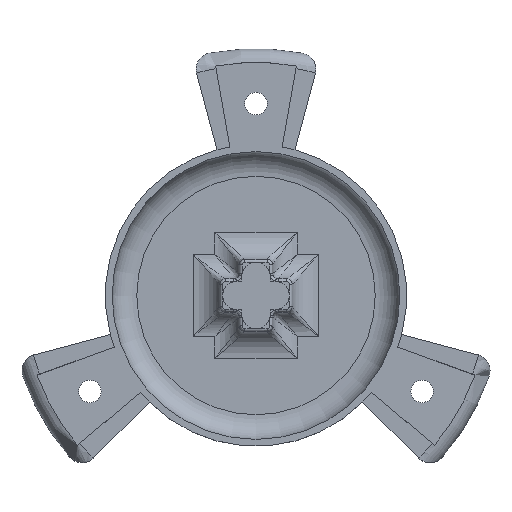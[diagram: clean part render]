
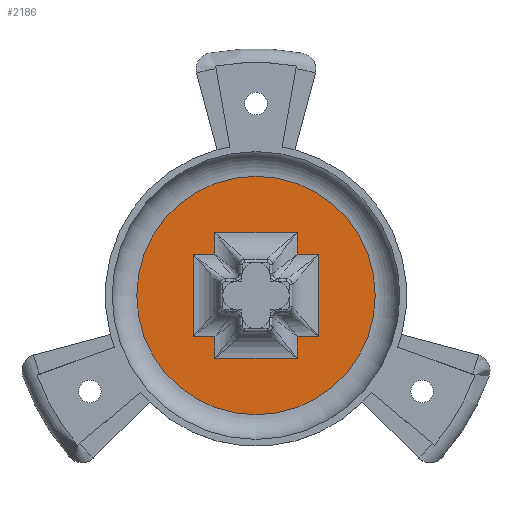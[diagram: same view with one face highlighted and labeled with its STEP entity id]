
A CAD part, top view. The second image highlights one B-rep face of the part: STEP entity #2186.
In plain terms, the highlighted planar face has unit normal (0, 0, 1).
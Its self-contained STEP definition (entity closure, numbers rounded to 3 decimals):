
#61=FACE_BOUND('',#529,.T.);
#215=CIRCLE('',#2332,43.5);
#394=FACE_OUTER_BOUND('',#528,.T.);
#528=EDGE_LOOP('',(#1821));
#529=EDGE_LOOP('',(#1822,#1823,#1824,#1825,#1826,#1827,#1828,#1829,#1830,
#1831,#1832,#1833));
#643=LINE('',#4091,#779);
#644=LINE('',#4182,#780);
#645=LINE('',#4251,#781);
#646=LINE('',#4302,#782);
#647=LINE('',#4389,#783);
#648=LINE('',#4470,#784);
#659=LINE('',#4648,#795);
#660=LINE('',#4667,#796);
#661=LINE('',#4754,#797);
#662=LINE('',#4767,#798);
#663=LINE('',#4835,#799);
#664=LINE('',#4903,#800);
#779=VECTOR('',#2575,7.95);
#780=VECTOR('',#2578,30.);
#781=VECTOR('',#2581,7.95);
#782=VECTOR('',#2584,7.95);
#783=VECTOR('',#2587,30.);
#784=VECTOR('',#2590,7.95);
#795=VECTOR('',#2663,7.95);
#796=VECTOR('',#2666,30.);
#797=VECTOR('',#2669,7.95);
#798=VECTOR('',#2672,30.);
#799=VECTOR('',#2675,7.95);
#800=VECTOR('',#2678,7.95);
#980=VERTEX_POINT('',#4077);
#981=VERTEX_POINT('',#4090);
#982=VERTEX_POINT('',#4171);
#983=VERTEX_POINT('',#4244);
#984=VERTEX_POINT('',#4289);
#985=VERTEX_POINT('',#4376);
#986=VERTEX_POINT('',#4463);
#1001=VERTEX_POINT('',#4621);
#1002=VERTEX_POINT('',#4647);
#1003=VERTEX_POINT('',#4656);
#1004=VERTEX_POINT('',#4728);
#1005=VERTEX_POINT('',#4756);
#1017=VERTEX_POINT('',#5002);
#1229=EDGE_CURVE('',#981,#980,#643,.T.);
#1233=EDGE_CURVE('',#980,#982,#644,.T.);
#1236=EDGE_CURVE('',#982,#983,#645,.T.);
#1239=EDGE_CURVE('',#983,#984,#646,.T.);
#1242=EDGE_CURVE('',#984,#985,#647,.T.);
#1245=EDGE_CURVE('',#985,#986,#648,.T.);
#1276=EDGE_CURVE('',#1002,#1001,#659,.T.);
#1279=EDGE_CURVE('',#1001,#1003,#660,.T.);
#1282=EDGE_CURVE('',#986,#1004,#661,.T.);
#1284=EDGE_CURVE('',#1004,#1005,#662,.T.);
#1287=EDGE_CURVE('',#1003,#981,#663,.T.);
#1290=EDGE_CURVE('',#1005,#1002,#664,.T.);
#1311=EDGE_CURVE('',#1017,#1017,#215,.T.);
#1821=ORIENTED_EDGE('',*,*,#1311,.T.);
#1822=ORIENTED_EDGE('',*,*,#1276,.T.);
#1823=ORIENTED_EDGE('',*,*,#1279,.T.);
#1824=ORIENTED_EDGE('',*,*,#1287,.T.);
#1825=ORIENTED_EDGE('',*,*,#1229,.T.);
#1826=ORIENTED_EDGE('',*,*,#1233,.T.);
#1827=ORIENTED_EDGE('',*,*,#1236,.T.);
#1828=ORIENTED_EDGE('',*,*,#1239,.T.);
#1829=ORIENTED_EDGE('',*,*,#1242,.T.);
#1830=ORIENTED_EDGE('',*,*,#1245,.T.);
#1831=ORIENTED_EDGE('',*,*,#1282,.T.);
#1832=ORIENTED_EDGE('',*,*,#1284,.T.);
#1833=ORIENTED_EDGE('',*,*,#1290,.T.);
#2081=PLANE('',#2333);
#2186=ADVANCED_FACE('',(#394,#61),#2081,.T.);
#2332=AXIS2_PLACEMENT_3D('',#5003,#2717,#2718);
#2333=AXIS2_PLACEMENT_3D('',#5004,#2719,#2720);
#2575=DIRECTION('',(1.,0.,0.));
#2578=DIRECTION('',(0.,-1.,0.));
#2581=DIRECTION('',(-1.,0.,0.));
#2584=DIRECTION('',(0.,-1.,0.));
#2587=DIRECTION('',(-1.,0.,0.));
#2590=DIRECTION('',(0.,1.,0.));
#2663=DIRECTION('',(0.,1.,0.));
#2666=DIRECTION('',(1.,0.,0.));
#2669=DIRECTION('',(-1.,0.,0.));
#2672=DIRECTION('',(0.,1.,0.));
#2675=DIRECTION('',(0.,-1.,0.));
#2678=DIRECTION('',(1.,0.,0.));
#2717=DIRECTION('center_axis',(0.,0.,1.));
#2718=DIRECTION('ref_axis',(-1.,0.,0.));
#2719=DIRECTION('center_axis',(0.,0.,1.));
#2720=DIRECTION('ref_axis',(-1.,0.,0.));
#4077=CARTESIAN_POINT('',(-1055.407,-9.172,1.));
#4090=CARTESIAN_POINT('',(-1063.357,-9.172,1.));
#4091=CARTESIAN_POINT('',(-1063.357,-9.172,1.));
#4171=CARTESIAN_POINT('',(-1055.407,-39.172,1.));
#4182=CARTESIAN_POINT('',(-1055.407,-9.172,1.));
#4244=CARTESIAN_POINT('',(-1063.357,-39.172,1.));
#4251=CARTESIAN_POINT('',(-1055.407,-39.172,1.));
#4289=CARTESIAN_POINT('',(-1063.357,-47.122,1.));
#4302=CARTESIAN_POINT('',(-1063.357,-39.172,1.));
#4376=CARTESIAN_POINT('',(-1093.357,-47.122,1.));
#4389=CARTESIAN_POINT('',(-1063.357,-47.122,1.));
#4463=CARTESIAN_POINT('',(-1093.357,-39.172,1.));
#4470=CARTESIAN_POINT('',(-1093.357,-47.122,1.));
#4621=CARTESIAN_POINT('',(-1093.357,-1.222,1.));
#4647=CARTESIAN_POINT('',(-1093.357,-9.172,1.));
#4648=CARTESIAN_POINT('',(-1093.357,-9.172,1.));
#4656=CARTESIAN_POINT('',(-1063.357,-1.222,1.));
#4667=CARTESIAN_POINT('',(-1093.357,-1.222,1.));
#4728=CARTESIAN_POINT('',(-1101.306,-39.172,1.));
#4754=CARTESIAN_POINT('',(-1093.357,-39.172,1.));
#4756=CARTESIAN_POINT('',(-1101.306,-9.172,1.));
#4767=CARTESIAN_POINT('',(-1101.306,-39.172,1.));
#4835=CARTESIAN_POINT('',(-1063.357,-1.222,1.));
#4903=CARTESIAN_POINT('',(-1101.306,-9.172,1.));
#5002=CARTESIAN_POINT('',(-1034.857,-24.172,1.));
#5003=CARTESIAN_POINT('Origin',(-1078.357,-24.172,1.));
#5004=CARTESIAN_POINT('Origin',(-1130.677,-76.492,1.));
